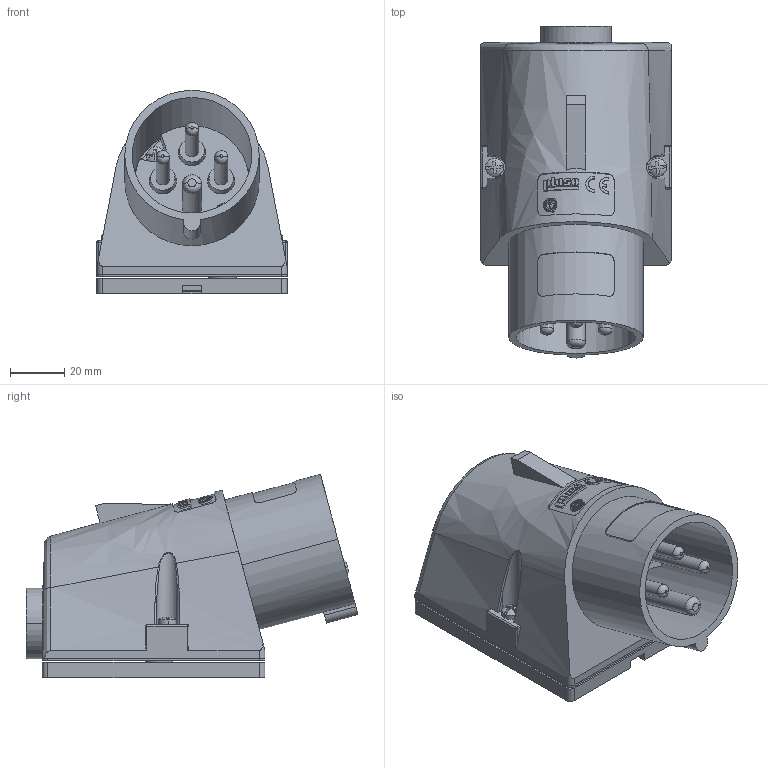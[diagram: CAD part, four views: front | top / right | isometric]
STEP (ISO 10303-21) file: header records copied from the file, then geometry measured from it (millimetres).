
FILE_DESCRIPTION(('Creo Elements/Direct Modeling STEP Export'),'2;1');
FILE_NAME('0ln7uvk4aon6f1d4740','2017-05-17T14:25:56',(''),(''),'PTC Creo Elements/Direct Modeling STEP processor for AP214 (Solid Model)','PTC Creo Elements/Direct Modeling 19.0E 27-Jun-2016 (C) Parametric Technology GmbH','');
FILE_SCHEMA(('AUTOMOTIVE_DESIGN { 1 0 10303 214 1 1 1 1 }'));
Products named in the file (2): PE_1664_SM
Assembly tree (1 placements, depth 2):
  PE_1664_SM
    PE_1664_SM
Bounding box: 70 x 122.24 x 74.91 mm (x, y, z)
Volume: 250189.5 mm3; surface area: 63050.4 mm2
Topology: 1 solids, 6 shells, 2014 faces, 5618 edges, 3729 vertices
Faces by surface type: plane 1701, cylinder 233, bspline 33, cone 18, torus 18, sphere 6, extrusion 5
Entity records: 93642 total; most frequent: CARTESIAN_POINT 30372, ORIENTED_EDGE 11224, DIRECTION 9234, EDGE_CURVE 5612, VECTOR 4694, LINE 4692, VERTEX_POINT 3729, AXIS2_PLACEMENT_3D 2270
